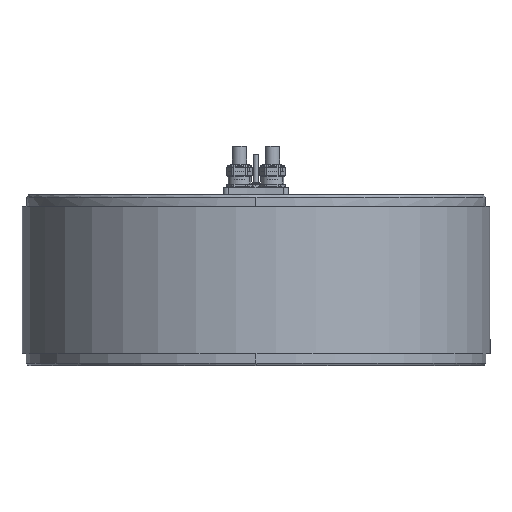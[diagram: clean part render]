
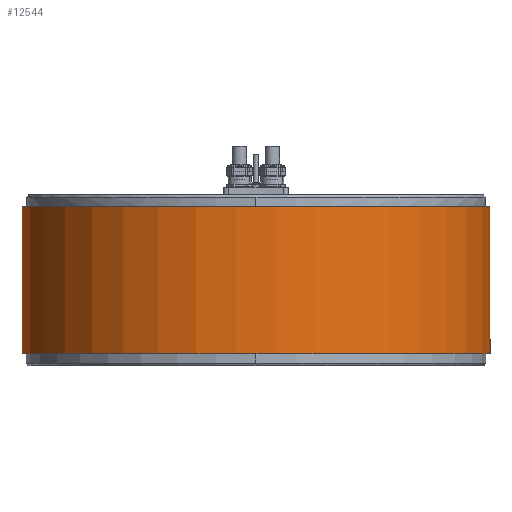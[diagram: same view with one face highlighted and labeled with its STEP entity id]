
A CAD part, front view. The second image highlights one B-rep face of the part: STEP entity #12544.
In plain terms, the highlighted cylindrical face has radius 288.5 mm (diameter 577 mm), a partial arc.
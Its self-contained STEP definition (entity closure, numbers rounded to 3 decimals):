
#2233=CARTESIAN_POINT('',(0.,0.,-14.6));
#2234=DIRECTION('',(0.,0.,1.));
#2235=DIRECTION('',(-0.12,0.993,0.));
#2236=AXIS2_PLACEMENT_3D('',#2233,#2234,#2235);
#2238=DIRECTION('',(0.,0.,1.));
#2239=VECTOR('',#2238,180.8);
#2240=CARTESIAN_POINT('',(34.5,286.43,-195.4));
#2241=LINE('',#2240,#2239);
#2242=CARTESIAN_POINT('',(0.,0.,-195.4));
#2243=DIRECTION('',(0.,0.,-1.));
#2244=DIRECTION('',(0.12,0.993,0.));
#2245=AXIS2_PLACEMENT_3D('',#2242,#2243,#2244);
#2247=DIRECTION('',(0.,0.,1.));
#2248=VECTOR('',#2247,180.8);
#2249=CARTESIAN_POINT('',(-34.5,286.43,-195.4));
#2250=LINE('',#2249,#2248);
#7721=CARTESIAN_POINT('',(-34.5,286.43,-195.4));
#7722=CARTESIAN_POINT('',(34.5,286.43,-195.4));
#7723=VERTEX_POINT('',#7721);
#7724=VERTEX_POINT('',#7722);
#7725=CARTESIAN_POINT('',(-34.5,286.43,-14.6));
#7726=CARTESIAN_POINT('',(34.5,286.43,-14.6));
#7727=VERTEX_POINT('',#7725);
#7728=VERTEX_POINT('',#7726);
#12532=CARTESIAN_POINT('',(0.,0.,-5.56));
#12533=DIRECTION('',(0.,0.,-1.));
#12534=DIRECTION('',(1.,0.,0.));
#12535=AXIS2_PLACEMENT_3D('',#12532,#12533,#12534);
#12536=CYLINDRICAL_SURFACE('',#12535,288.5);
#12538=ORIENTED_EDGE('',*,*,#12537,.T.);
#12539=ORIENTED_EDGE('',*,*,#12497,.F.);
#12540=ORIENTED_EDGE('',*,*,#12521,.T.);
#12541=ORIENTED_EDGE('',*,*,#12501,.T.);
#12542=EDGE_LOOP('',(#12538,#12539,#12540,#12541));
#12543=FACE_OUTER_BOUND('',#12542,.F.);
#12544=ADVANCED_FACE('',(#12543),#12536,.T.);
#2237=CIRCLE('',#2236,288.5);
#2246=CIRCLE('',#2245,288.5);
#12497=EDGE_CURVE('',#7724,#7728,#2241,.T.);
#12501=EDGE_CURVE('',#7723,#7727,#2250,.T.);
#12521=EDGE_CURVE('',#7724,#7723,#2246,.T.);
#12537=EDGE_CURVE('',#7727,#7728,#2237,.T.);
